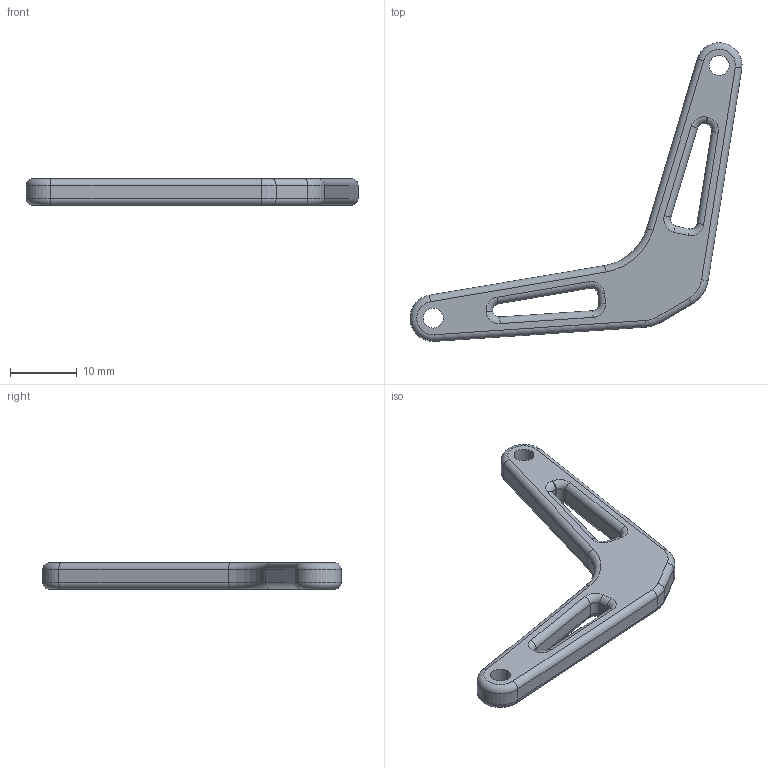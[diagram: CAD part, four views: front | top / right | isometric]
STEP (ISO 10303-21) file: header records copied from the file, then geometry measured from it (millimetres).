
FILE_DESCRIPTION(/* description */ (''),/* implementation_level */ '2;1');
FILE_NAME(/* name */ 'X_carriage_-_Fan_mount_REMIX.step',/* time_stamp */ '2020-02-02T11:22:52-05:00',/* author */ (''),/* organization */ (''),/* preprocessor_version */ 'ST-DEVELOPER v18',/* originating_system */ 'Autodesk Translation Framework v8.12.0.6',/* authorisation */ '');
FILE_SCHEMA (('AUTOMOTIVE_DESIGN { 1 0 10303 214 3 1 1 }'));
Length unit declared in the file: millimetre
Products named in the file (1): X_carriage_-_Fan_mount
Bounding box: 49.92 x 44.92 x 4 mm (x, y, z)
Volume: 2115.9 mm3; surface area: 1912.3 mm2
Topology: 1 solids, 1 shells, 82 faces, 188 edges, 108 vertices
Faces by surface type: cylinder 37, torus 34, plane 11
Full cylindrical faces by diameter (mm): 3 x2
Entity records: 2424 total; most frequent: DIRECTION 474, CARTESIAN_POINT 433, ORIENTED_EDGE 376, AXIS2_PLACEMENT_3D 205, EDGE_CURVE 188, CIRCLE 122, VERTEX_POINT 108, EDGE_LOOP 90
